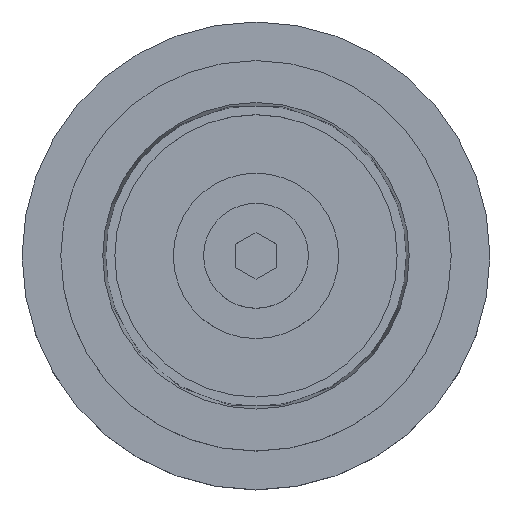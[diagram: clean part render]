
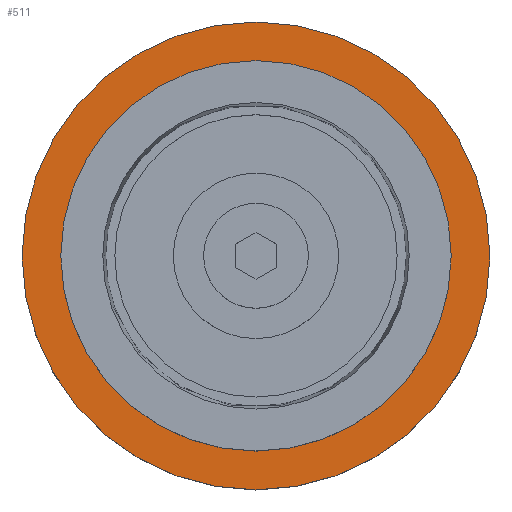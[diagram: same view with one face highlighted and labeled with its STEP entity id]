
A CAD part, top view. The second image highlights one B-rep face of the part: STEP entity #511.
In plain terms, the highlighted planar face has unit normal (0, 0, 1).
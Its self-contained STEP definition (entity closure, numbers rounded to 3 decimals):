
#9 = DIRECTION ( 'NONE',  ( 0., 0., -1. ) ) ;
#21 = EDGE_LOOP ( 'NONE', ( #952, #1213 ) ) ;
#56 = CIRCLE ( 'NONE', #330, 29. ) ;
#60 = FACE_BOUND ( 'NONE', #809, .T. ) ;
#100 = CARTESIAN_POINT ( 'NONE',  ( 29., 0., 5. ) ) ;
#155 = AXIS2_PLACEMENT_3D ( 'NONE', #1710, #1133, #504 ) ;
#167 = DIRECTION ( 'NONE',  ( 0., 0., -1. ) ) ;
#178 = DIRECTION ( 'NONE',  ( 0., 0., 1. ) ) ;
#216 = VERTEX_POINT ( 'NONE', #1092 ) ;
#241 = FACE_OUTER_BOUND ( 'NONE', #21, .T. ) ;
#250 = DIRECTION ( 'NONE',  ( -1., 0., 0. ) ) ;
#328 = DIRECTION ( 'NONE',  ( -1., 0., 0. ) ) ;
#330 = AXIS2_PLACEMENT_3D ( 'NONE', #1446, #9, #918 ) ;
#348 = EDGE_CURVE ( 'NONE', #1169, #789, #1144, .T. ) ;
#392 = CARTESIAN_POINT ( 'NONE',  ( 24.2, 0., 5. ) ) ;
#436 = AXIS2_PLACEMENT_3D ( 'NONE', #1326, #658, #250 ) ;
#504 = DIRECTION ( 'NONE',  ( -1., 0., 0. ) ) ;
#510 = ORIENTED_EDGE ( 'NONE', *, *, #348, .T. ) ;
#511 = ADVANCED_FACE ( 'NONE', ( #60, #241 ), #1350, .T. ) ;
#658 = DIRECTION ( 'NONE',  ( 0., 0., -1. ) ) ;
#789 = VERTEX_POINT ( 'NONE', #392 ) ;
#809 = EDGE_LOOP ( 'NONE', ( #510, #1316 ) ) ;
#812 = EDGE_CURVE ( 'NONE', #1282, #216, #56, .T. ) ;
#847 = CARTESIAN_POINT ( 'NONE',  ( -24.2, 0., 5. ) ) ;
#918 = DIRECTION ( 'NONE',  ( -1., 0., 0. ) ) ;
#936 = CARTESIAN_POINT ( 'NONE',  ( 0., 0., 5. ) ) ;
#952 = ORIENTED_EDGE ( 'NONE', *, *, #1492, .F. ) ;
#1018 = CIRCLE ( 'NONE', #155, 24.2 ) ;
#1092 = CARTESIAN_POINT ( 'NONE',  ( -29., 0., 5. ) ) ;
#1133 = DIRECTION ( 'NONE',  ( 0., 0., -1. ) ) ;
#1144 = CIRCLE ( 'NONE', #436, 24.2 ) ;
#1167 = AXIS2_PLACEMENT_3D ( 'NONE', #936, #167, #328 ) ;
#1169 = VERTEX_POINT ( 'NONE', #847 ) ;
#1175 = CIRCLE ( 'NONE', #1167, 29. ) ;
#1213 = ORIENTED_EDGE ( 'NONE', *, *, #812, .F. ) ;
#1253 = EDGE_CURVE ( 'NONE', #789, #1169, #1018, .T. ) ;
#1282 = VERTEX_POINT ( 'NONE', #100 ) ;
#1316 = ORIENTED_EDGE ( 'NONE', *, *, #1253, .T. ) ;
#1326 = CARTESIAN_POINT ( 'NONE',  ( 0., 0., 5. ) ) ;
#1350 = PLANE ( 'NONE',  #1426 ) ;
#1368 = CARTESIAN_POINT ( 'NONE',  ( 0., 26.6, 5. ) ) ;
#1426 = AXIS2_PLACEMENT_3D ( 'NONE', #1368, #178, #1621 ) ;
#1446 = CARTESIAN_POINT ( 'NONE',  ( 0., 0., 5. ) ) ;
#1492 = EDGE_CURVE ( 'NONE', #216, #1282, #1175, .T. ) ;
#1621 = DIRECTION ( 'NONE',  ( 1., 0., 0. ) ) ;
#1710 = CARTESIAN_POINT ( 'NONE',  ( 0., 0., 5. ) ) ;
